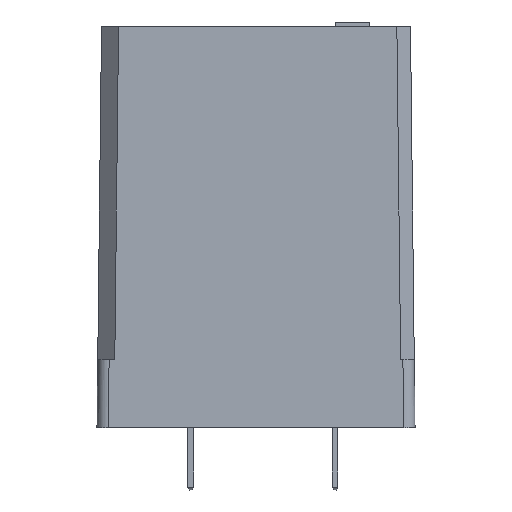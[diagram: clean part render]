
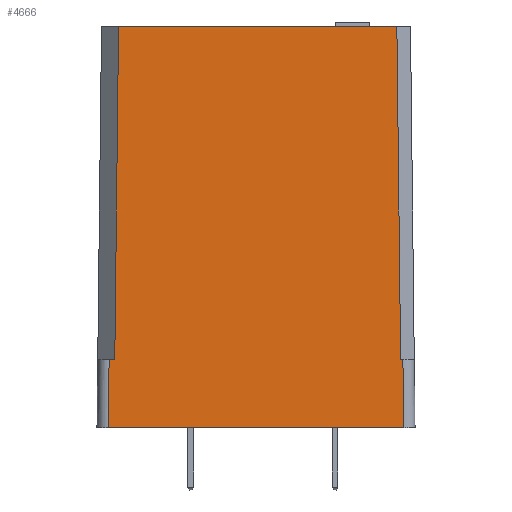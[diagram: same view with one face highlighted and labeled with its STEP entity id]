
A CAD part, front view. The second image highlights one B-rep face of the part: STEP entity #4666.
In plain terms, the highlighted planar face has unit normal (0, -1, 0.014).
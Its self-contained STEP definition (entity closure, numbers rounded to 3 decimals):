
#282 = FACE_OUTER_BOUND ( 'NONE', #2123, .T. ) ;
#962 = VECTOR ( 'NONE', #4226, 1000. ) ;
#1109 = LINE ( 'NONE', #2989, #3888 ) ;
#1194 = VERTEX_POINT ( 'NONE', #9772 ) ;
#1764 = CARTESIAN_POINT ( 'NONE',  ( -12.432, -10.265, -29.3 ) ) ;
#2123 = EDGE_LOOP ( 'NONE', ( #4751, #7405, #3810, #12664, #4433, #3587, #4542, #8286 ) ) ;
#2143 = CARTESIAN_POINT ( 'NONE',  ( -13., -10.35, -35.3 ) ) ;
#2265 = CARTESIAN_POINT ( 'NONE',  ( 13., -10.35, -35.3 ) ) ;
#2989 = CARTESIAN_POINT ( 'NONE',  ( 48.798, -9.85, 0. ) ) ;
#3094 = LINE ( 'NONE', #12455, #962 ) ;
#3456 = CARTESIAN_POINT ( 'NONE',  ( 0., -10.265, -29.3 ) ) ;
#3587 = ORIENTED_EDGE ( 'NONE', *, *, #11017, .F. ) ;
#3810 = ORIENTED_EDGE ( 'NONE', *, *, #11802, .F. ) ;
#3888 = VECTOR ( 'NONE', #7315, 1000. ) ;
#3915 = EDGE_CURVE ( 'NONE', #1194, #7673, #10619, .T. ) ;
#3996 = CARTESIAN_POINT ( 'NONE',  ( 48.798, -10.35, -35.3 ) ) ;
#4215 = VERTEX_POINT ( 'NONE', #8406 ) ;
#4224 = LINE ( 'NONE', #11906, #9468 ) ;
#4226 = DIRECTION ( 'NONE',  ( 0.011, 0.014, 1. ) ) ;
#4302 = VERTEX_POINT ( 'NONE', #2265 ) ;
#4429 = CARTESIAN_POINT ( 'NONE',  ( 12.932, -10.265, -29.3 ) ) ;
#4433 = ORIENTED_EDGE ( 'NONE', *, *, #11267, .T. ) ;
#4517 = EDGE_CURVE ( 'NONE', #4302, #7323, #4224, .T. ) ;
#4542 = ORIENTED_EDGE ( 'NONE', *, *, #4517, .F. ) ;
#4610 = DIRECTION ( 'NONE',  ( -1., 0., 0. ) ) ;
#4623 = EDGE_CURVE ( 'NONE', #4215, #12708, #4714, .T. ) ;
#4666 = ADVANCED_FACE ( 'NONE', ( #282 ), #5860, .F. ) ;
#4714 = LINE ( 'NONE', #1764, #10590 ) ;
#4751 = ORIENTED_EDGE ( 'NONE', *, *, #12325, .T. ) ;
#5018 = DIRECTION ( 'NONE',  ( 0., 0.014, 1. ) ) ;
#5683 = DIRECTION ( 'NONE',  ( -1., 0., 0. ) ) ;
#5860 = PLANE ( 'NONE',  #8629 ) ;
#6803 = DIRECTION ( 'NONE',  ( -1., 0., 0. ) ) ;
#7315 = DIRECTION ( 'NONE',  ( 1., 0., 0. ) ) ;
#7323 = VERTEX_POINT ( 'NONE', #2143 ) ;
#7405 = ORIENTED_EDGE ( 'NONE', *, *, #3915, .F. ) ;
#7545 = LINE ( 'NONE', #9749, #10463 ) ;
#7549 = VECTOR ( 'NONE', #8806, 1000. ) ;
#7635 = CARTESIAN_POINT ( 'NONE',  ( 12.4, -9.85, 0. ) ) ;
#7673 = VERTEX_POINT ( 'NONE', #11756 ) ;
#7718 = CARTESIAN_POINT ( 'NONE',  ( -12.1, -9.85, 0. ) ) ;
#7989 = DIRECTION ( 'NONE',  ( 0.011, 0.014, 1. ) ) ;
#8078 = DIRECTION ( 'NONE',  ( 0., 1., -0.014 ) ) ;
#8286 = ORIENTED_EDGE ( 'NONE', *, *, #9010, .F. ) ;
#8406 = CARTESIAN_POINT ( 'NONE',  ( -12.432, -10.265, -29.3 ) ) ;
#8629 = AXIS2_PLACEMENT_3D ( 'NONE', #3996, #8078, #5018 ) ;
#8806 = DIRECTION ( 'NONE',  ( 0.011, -0.014, -1. ) ) ;
#9010 = EDGE_CURVE ( 'NONE', #12103, #4302, #7545, .T. ) ;
#9275 = VECTOR ( 'NONE', #4610, 1000. ) ;
#9468 = VECTOR ( 'NONE', #5683, 1000. ) ;
#9744 = LINE ( 'NONE', #11005, #9275 ) ;
#9749 = CARTESIAN_POINT ( 'NONE',  ( 12.932, -10.265, -29.3 ) ) ;
#9772 = CARTESIAN_POINT ( 'NONE',  ( 12.4, -9.85, 0. ) ) ;
#9915 = VERTEX_POINT ( 'NONE', #13002 ) ;
#10115 = LINE ( 'NONE', #3456, #12573 ) ;
#10463 = VECTOR ( 'NONE', #10756, 1000. ) ;
#10590 = VECTOR ( 'NONE', #7989, 1000. ) ;
#10619 = LINE ( 'NONE', #7635, #7549 ) ;
#10756 = DIRECTION ( 'NONE',  ( 0.011, -0.014, -1. ) ) ;
#11005 = CARTESIAN_POINT ( 'NONE',  ( 3.175, -10.265, -29.3 ) ) ;
#11017 = EDGE_CURVE ( 'NONE', #7323, #9915, #3094, .T. ) ;
#11267 = EDGE_CURVE ( 'NONE', #4215, #9915, #10115, .T. ) ;
#11756 = CARTESIAN_POINT ( 'NONE',  ( 12.732, -10.265, -29.3 ) ) ;
#11802 = EDGE_CURVE ( 'NONE', #12708, #1194, #1109, .T. ) ;
#11906 = CARTESIAN_POINT ( 'NONE',  ( 48.798, -10.35, -35.3 ) ) ;
#12103 = VERTEX_POINT ( 'NONE', #4429 ) ;
#12325 = EDGE_CURVE ( 'NONE', #12103, #7673, #9744, .T. ) ;
#12455 = CARTESIAN_POINT ( 'NONE',  ( -13., -10.35, -35.3 ) ) ;
#12573 = VECTOR ( 'NONE', #6803, 1000. ) ;
#12664 = ORIENTED_EDGE ( 'NONE', *, *, #4623, .F. ) ;
#12708 = VERTEX_POINT ( 'NONE', #7718 ) ;
#13002 = CARTESIAN_POINT ( 'NONE',  ( -12.932, -10.265, -29.3 ) ) ;
